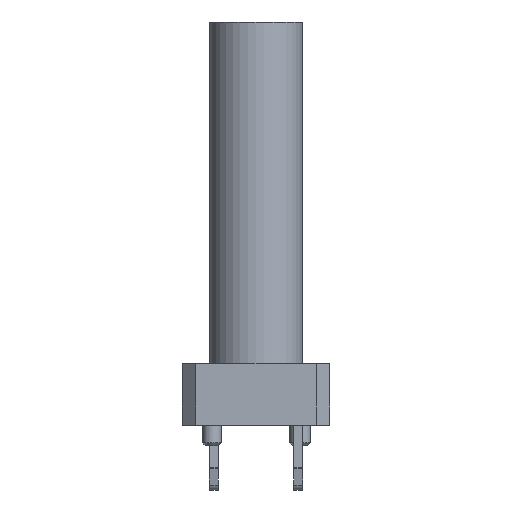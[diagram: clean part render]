
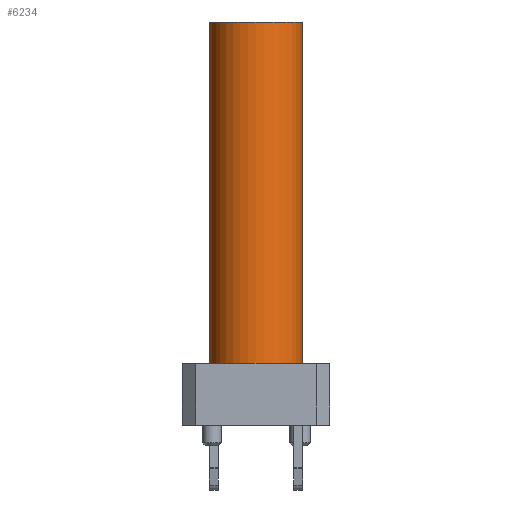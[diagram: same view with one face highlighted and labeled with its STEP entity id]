
A CAD part, left-side view. The second image highlights one B-rep face of the part: STEP entity #6234.
In plain terms, the highlighted cylindrical face has radius 1.58 mm (diameter 3.16 mm), a partial arc.
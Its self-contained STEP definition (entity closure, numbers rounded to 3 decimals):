
#701 = PLANE('',#702);
#702 = AXIS2_PLACEMENT_3D('',#703,#704,#705);
#703 = CARTESIAN_POINT('',(0.,1.58,2.536));
#704 = DIRECTION('',(0.,1.,0.));
#705 = DIRECTION('',(0.,-0.,1.));
#1315 = PLANE('',#1316);
#1316 = AXIS2_PLACEMENT_3D('',#1317,#1318,#1319);
#1317 = CARTESIAN_POINT('',(0.,-1.58,2.397));
#1318 = DIRECTION('',(-0.,-1.,-0.));
#1319 = DIRECTION('',(0.,0.,-1.));
#1344 = PLANE('',#1345);
#1345 = AXIS2_PLACEMENT_3D('',#1346,#1347,#1348);
#1346 = CARTESIAN_POINT('',(0.,0.,11.6));
#1347 = DIRECTION('',(0.,0.,1.));
#1348 = DIRECTION('',(1.,0.,-0.));
#4662 = VERTEX_POINT('',#4663);
#4663 = CARTESIAN_POINT('',(-2.89,-1.58,11.6));
#4684 = EDGE_CURVE('',#4685,#4662,#4687,.T.);
#4685 = VERTEX_POINT('',#4686);
#4686 = CARTESIAN_POINT('',(-2.89,-1.58,0.));
#4687 = SURFACE_CURVE('',#4688,(#4692,#4699),.PCURVE_S1.);
#4688 = LINE('',#4689,#4690);
#4689 = CARTESIAN_POINT('',(-2.89,-1.58,0.));
#4690 = VECTOR('',#4691,1.);
#4691 = DIRECTION('',(0.,0.,1.));
#4692 = PCURVE('',#1315,#4693);
#4693 = DEFINITIONAL_REPRESENTATION('',(#4694),#4698);
#4694 = LINE('',#4695,#4696);
#4695 = CARTESIAN_POINT('',(2.397,-2.89));
#4696 = VECTOR('',#4697,1.);
#4697 = DIRECTION('',(-1.,0.));
#4698 = ( GEOMETRIC_REPRESENTATION_CONTEXT(2) 
PARAMETRIC_REPRESENTATION_CONTEXT() REPRESENTATION_CONTEXT('2D SPACE',''
  ) );
#4699 = PCURVE('',#4700,#4705);
#4700 = CYLINDRICAL_SURFACE('',#4701,1.58);
#4701 = AXIS2_PLACEMENT_3D('',#4702,#4703,#4704);
#4702 = CARTESIAN_POINT('',(-2.89,0.,0.));
#4703 = DIRECTION('',(0.,0.,-1.));
#4704 = DIRECTION('',(-1.,0.,0.));
#4705 = DEFINITIONAL_REPRESENTATION('',(#4706),#4710);
#4706 = LINE('',#4707,#4708);
#4707 = CARTESIAN_POINT('',(4.712,0.));
#4708 = VECTOR('',#4709,1.);
#4709 = DIRECTION('',(0.,-1.));
#4710 = ( GEOMETRIC_REPRESENTATION_CONTEXT(2) 
PARAMETRIC_REPRESENTATION_CONTEXT() REPRESENTATION_CONTEXT('2D SPACE',''
  ) );
#4728 = PLANE('',#4729);
#4729 = AXIS2_PLACEMENT_3D('',#4730,#4731,#4732);
#4730 = CARTESIAN_POINT('',(-2.346,0.,0.));
#4731 = DIRECTION('',(0.,0.,1.));
#4732 = DIRECTION('',(1.,0.,0.));
#6234 = ADVANCED_FACE('',(#6235),#4700,.T.);
#6235 = FACE_BOUND('',#6236,.T.);
#6236 = EDGE_LOOP('',(#6237,#6238,#6266,#6289));
#6237 = ORIENTED_EDGE('',*,*,#4684,.T.);
#6238 = ORIENTED_EDGE('',*,*,#6239,.T.);
#6239 = EDGE_CURVE('',#4662,#6240,#6242,.T.);
#6240 = VERTEX_POINT('',#6241);
#6241 = CARTESIAN_POINT('',(-2.89,1.58,11.6));
#6242 = SURFACE_CURVE('',#6243,(#6248,#6255),.PCURVE_S1.);
#6243 = CIRCLE('',#6244,1.58);
#6244 = AXIS2_PLACEMENT_3D('',#6245,#6246,#6247);
#6245 = CARTESIAN_POINT('',(-2.89,0.,11.6));
#6246 = DIRECTION('',(0.,0.,-1.));
#6247 = DIRECTION('',(-1.,0.,0.));
#6248 = PCURVE('',#4700,#6249);
#6249 = DEFINITIONAL_REPRESENTATION('',(#6250),#6254);
#6250 = LINE('',#6251,#6252);
#6251 = CARTESIAN_POINT('',(0.,-11.6));
#6252 = VECTOR('',#6253,1.);
#6253 = DIRECTION('',(1.,0.));
#6254 = ( GEOMETRIC_REPRESENTATION_CONTEXT(2) 
PARAMETRIC_REPRESENTATION_CONTEXT() REPRESENTATION_CONTEXT('2D SPACE',''
  ) );
#6255 = PCURVE('',#1344,#6256);
#6256 = DEFINITIONAL_REPRESENTATION('',(#6257),#6265);
#6257 = ( BOUNDED_CURVE() B_SPLINE_CURVE(2,(#6258,#6259,#6260,#6261,
#6262,#6263,#6264),.UNSPECIFIED.,.T.,.F.) B_SPLINE_CURVE_WITH_KNOTS((1,2
    ,2,2,2,1),(-2.094,0.,2.094,4.189,
6.283,8.378),.UNSPECIFIED.) CURVE() 
GEOMETRIC_REPRESENTATION_ITEM() RATIONAL_B_SPLINE_CURVE((1.,0.5,1.,0.5,
1.,0.5,1.)) REPRESENTATION_ITEM('') );
#6258 = CARTESIAN_POINT('',(-4.47,0.));
#6259 = CARTESIAN_POINT('',(-4.47,2.737));
#6260 = CARTESIAN_POINT('',(-2.1,1.368));
#6261 = CARTESIAN_POINT('',(0.27,0.));
#6262 = CARTESIAN_POINT('',(-2.1,-1.368));
#6263 = CARTESIAN_POINT('',(-4.47,-2.737));
#6264 = CARTESIAN_POINT('',(-4.47,0.));
#6265 = ( GEOMETRIC_REPRESENTATION_CONTEXT(2) 
PARAMETRIC_REPRESENTATION_CONTEXT() REPRESENTATION_CONTEXT('2D SPACE',''
  ) );
#6266 = ORIENTED_EDGE('',*,*,#6267,.F.);
#6267 = EDGE_CURVE('',#6268,#6240,#6270,.T.);
#6268 = VERTEX_POINT('',#6269);
#6269 = CARTESIAN_POINT('',(-2.89,1.58,0.));
#6270 = SURFACE_CURVE('',#6271,(#6275,#6282),.PCURVE_S1.);
#6271 = LINE('',#6272,#6273);
#6272 = CARTESIAN_POINT('',(-2.89,1.58,0.));
#6273 = VECTOR('',#6274,1.);
#6274 = DIRECTION('',(0.,0.,1.));
#6275 = PCURVE('',#4700,#6276);
#6276 = DEFINITIONAL_REPRESENTATION('',(#6277),#6281);
#6277 = LINE('',#6278,#6279);
#6278 = CARTESIAN_POINT('',(7.854,0.));
#6279 = VECTOR('',#6280,1.);
#6280 = DIRECTION('',(0.,-1.));
#6281 = ( GEOMETRIC_REPRESENTATION_CONTEXT(2) 
PARAMETRIC_REPRESENTATION_CONTEXT() REPRESENTATION_CONTEXT('2D SPACE',''
  ) );
#6282 = PCURVE('',#701,#6283);
#6283 = DEFINITIONAL_REPRESENTATION('',(#6284),#6288);
#6284 = LINE('',#6285,#6286);
#6285 = CARTESIAN_POINT('',(-2.536,-2.89));
#6286 = VECTOR('',#6287,1.);
#6287 = DIRECTION('',(1.,0.));
#6288 = ( GEOMETRIC_REPRESENTATION_CONTEXT(2) 
PARAMETRIC_REPRESENTATION_CONTEXT() REPRESENTATION_CONTEXT('2D SPACE',''
  ) );
#6289 = ORIENTED_EDGE('',*,*,#6290,.F.);
#6290 = EDGE_CURVE('',#4685,#6268,#6291,.T.);
#6291 = SURFACE_CURVE('',#6292,(#6297,#6304),.PCURVE_S1.);
#6292 = CIRCLE('',#6293,1.58);
#6293 = AXIS2_PLACEMENT_3D('',#6294,#6295,#6296);
#6294 = CARTESIAN_POINT('',(-2.89,0.,0.));
#6295 = DIRECTION('',(0.,0.,-1.));
#6296 = DIRECTION('',(-1.,0.,0.));
#6297 = PCURVE('',#4700,#6298);
#6298 = DEFINITIONAL_REPRESENTATION('',(#6299),#6303);
#6299 = LINE('',#6300,#6301);
#6300 = CARTESIAN_POINT('',(0.,0.));
#6301 = VECTOR('',#6302,1.);
#6302 = DIRECTION('',(1.,0.));
#6303 = ( GEOMETRIC_REPRESENTATION_CONTEXT(2) 
PARAMETRIC_REPRESENTATION_CONTEXT() REPRESENTATION_CONTEXT('2D SPACE',''
  ) );
#6304 = PCURVE('',#4728,#6305);
#6305 = DEFINITIONAL_REPRESENTATION('',(#6306),#6314);
#6306 = ( BOUNDED_CURVE() B_SPLINE_CURVE(2,(#6307,#6308,#6309,#6310,
#6311,#6312,#6313),.UNSPECIFIED.,.T.,.F.) B_SPLINE_CURVE_WITH_KNOTS((1,2
    ,2,2,2,1),(-2.094,0.,2.094,4.189,
6.283,8.378),.UNSPECIFIED.) CURVE() 
GEOMETRIC_REPRESENTATION_ITEM() RATIONAL_B_SPLINE_CURVE((1.,0.5,1.,0.5,
1.,0.5,1.)) REPRESENTATION_ITEM('') );
#6307 = CARTESIAN_POINT('',(-2.124,0.));
#6308 = CARTESIAN_POINT('',(-2.124,2.737));
#6309 = CARTESIAN_POINT('',(0.246,1.368));
#6310 = CARTESIAN_POINT('',(2.616,0.));
#6311 = CARTESIAN_POINT('',(0.246,-1.368));
#6312 = CARTESIAN_POINT('',(-2.124,-2.737));
#6313 = CARTESIAN_POINT('',(-2.124,0.));
#6314 = ( GEOMETRIC_REPRESENTATION_CONTEXT(2) 
PARAMETRIC_REPRESENTATION_CONTEXT() REPRESENTATION_CONTEXT('2D SPACE',''
  ) );
